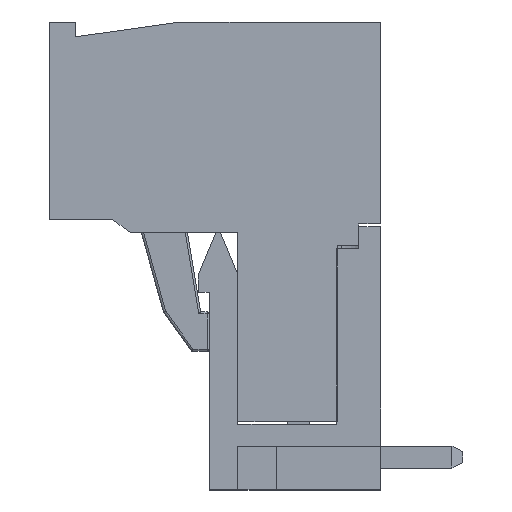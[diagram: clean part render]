
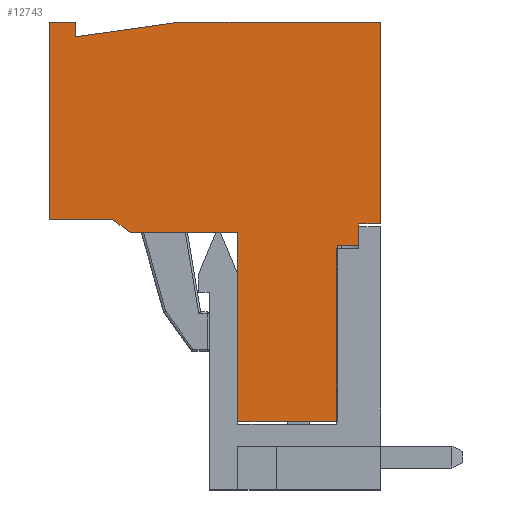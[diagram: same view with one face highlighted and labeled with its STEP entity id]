
A CAD part, left-side view. The second image highlights one B-rep face of the part: STEP entity #12743.
In plain terms, the highlighted face is planar.
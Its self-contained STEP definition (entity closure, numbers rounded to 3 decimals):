
#51 = ORIENTED_EDGE ( 'NONE', *, *, #7679, .T. ) ;
#72 = VECTOR ( 'NONE', #11101, 1000. ) ;
#170 = DIRECTION ( 'NONE',  ( 0., 0., 1. ) ) ;
#267 = VERTEX_POINT ( 'NONE', #2126 ) ;
#388 = CARTESIAN_POINT ( 'NONE',  ( 5., 9.6, 11.85 ) ) ;
#431 = ORIENTED_EDGE ( 'NONE', *, *, #7271, .T. ) ;
#448 = LINE ( 'NONE', #8897, #10447 ) ;
#455 = FACE_OUTER_BOUND ( 'NONE', #4841, .T. ) ;
#667 = CARTESIAN_POINT ( 'NONE',  ( 5., 0., 8.15 ) ) ;
#1446 = VECTOR ( 'NONE', #7760, 1000. ) ;
#1784 = VECTOR ( 'NONE', #2569, 1000. ) ;
#2030 = LINE ( 'NONE', #2946, #10310 ) ;
#2126 = CARTESIAN_POINT ( 'NONE',  ( 5., -0.6, -2.25 ) ) ;
#2492 = LINE ( 'NONE', #4626, #1784 ) ;
#2568 = CARTESIAN_POINT ( 'NONE',  ( 5., 0.6, 8.95 ) ) ;
#2569 = DIRECTION ( 'NONE',  ( 0., 0., 1. ) ) ;
#2576 = ORIENTED_EDGE ( 'NONE', *, *, #11112, .T. ) ;
#2618 = CARTESIAN_POINT ( 'NONE',  ( 5., -8.6, -3.25 ) ) ;
#2750 = VECTOR ( 'NONE', #10760, 1000. ) ;
#2757 = ORIENTED_EDGE ( 'NONE', *, *, #5040, .T. ) ;
#2946 = CARTESIAN_POINT ( 'NONE',  ( 5., 9.6, 5.85 ) ) ;
#3091 = VECTOR ( 'NONE', #12098, 1000. ) ;
#3118 = VERTEX_POINT ( 'NONE', #10422 ) ;
#3351 = CARTESIAN_POINT ( 'NONE',  ( 5., 0., 0. ) ) ;
#3358 = AXIS2_PLACEMENT_3D ( 'NONE', #3351, #7795, #10753 ) ;
#3359 = LINE ( 'NONE', #10624, #2750 ) ;
#3393 = CARTESIAN_POINT ( 'NONE',  ( 5., 9.6, 5.85 ) ) ;
#3478 = VERTEX_POINT ( 'NONE', #667 ) ;
#3666 = CARTESIAN_POINT ( 'NONE',  ( 5., 0., 3.25 ) ) ;
#3717 = ORIENTED_EDGE ( 'NONE', *, *, #4792, .T. ) ;
#3737 = DIRECTION ( 'NONE',  ( 0., 0., -1. ) ) ;
#3744 = VERTEX_POINT ( 'NONE', #3393 ) ;
#4017 = LINE ( 'NONE', #5044, #72 ) ;
#4031 = VECTOR ( 'NONE', #8312, 1000. ) ;
#4151 = CARTESIAN_POINT ( 'NONE',  ( 5., -8.6, 3.25 ) ) ;
#4295 = CARTESIAN_POINT ( 'NONE',  ( 5., -0.6, -2.25 ) ) ;
#4305 = VERTEX_POINT ( 'NONE', #10271 ) ;
#4621 = CARTESIAN_POINT ( 'NONE',  ( 5., 0.6, 11.85 ) ) ;
#4626 = CARTESIAN_POINT ( 'NONE',  ( 5., 9.6, -3.25 ) ) ;
#4640 = DIRECTION ( 'NONE',  ( 0., 1., 0. ) ) ;
#4707 = EDGE_CURVE ( 'NONE', #12541, #3118, #4017, .T. ) ;
#4708 = CARTESIAN_POINT ( 'NONE',  ( 5., -0.6, -1.29 ) ) ;
#4792 = EDGE_CURVE ( 'NONE', #3118, #9540, #5241, .T. ) ;
#4826 = CARTESIAN_POINT ( 'NONE',  ( 5., 0.6, 11.85 ) ) ;
#4841 = EDGE_LOOP ( 'NONE', ( #6515, #12980, #7232, #2757, #10973, #6011, #5704, #2576, #431, #11310, #8043, #9753, #51, #13226, #3717 ) ) ;
#4976 = CARTESIAN_POINT ( 'NONE',  ( 5., 0.4, -2.25 ) ) ;
#5040 = EDGE_CURVE ( 'NONE', #6395, #8592, #6739, .T. ) ;
#5044 = CARTESIAN_POINT ( 'NONE',  ( 5., 0., 3.25 ) ) ;
#5241 = LINE ( 'NONE', #4151, #4031 ) ;
#5326 = DIRECTION ( 'NONE',  ( 0., -0.139, 0.99 ) ) ;
#5595 = VERTEX_POINT ( 'NONE', #4826 ) ;
#5704 = ORIENTED_EDGE ( 'NONE', *, *, #10297, .T. ) ;
#5707 = LINE ( 'NONE', #4621, #1446 ) ;
#6011 = ORIENTED_EDGE ( 'NONE', *, *, #11187, .T. ) ;
#6112 = EDGE_CURVE ( 'NONE', #267, #13221, #7424, .T. ) ;
#6151 = VECTOR ( 'NONE', #9164, 1000. ) ;
#6203 = VECTOR ( 'NONE', #3737, 1000. ) ;
#6283 = DIRECTION ( 'NONE',  ( 0., 0., 1. ) ) ;
#6306 = EDGE_CURVE ( 'NONE', #6559, #3478, #6597, .T. ) ;
#6395 = VERTEX_POINT ( 'NONE', #4976 ) ;
#6515 = ORIENTED_EDGE ( 'NONE', *, *, #10853, .F. ) ;
#6550 = LINE ( 'NONE', #388, #10328 ) ;
#6559 = VERTEX_POINT ( 'NONE', #11601 ) ;
#6597 = LINE ( 'NONE', #2568, #8208 ) ;
#6739 = LINE ( 'NONE', #10040, #6203 ) ;
#6865 = DIRECTION ( 'NONE',  ( 0., 1., 0. ) ) ;
#6973 = VERTEX_POINT ( 'NONE', #9530 ) ;
#7232 = ORIENTED_EDGE ( 'NONE', *, *, #9379, .T. ) ;
#7271 = EDGE_CURVE ( 'NONE', #4305, #13297, #9376, .T. ) ;
#7357 = CARTESIAN_POINT ( 'NONE',  ( 5., 9.6, 11.85 ) ) ;
#7424 = LINE ( 'NONE', #4295, #10848 ) ;
#7492 = VECTOR ( 'NONE', #6865, 1000. ) ;
#7679 = EDGE_CURVE ( 'NONE', #3478, #12541, #3359, .T. ) ;
#7760 = DIRECTION ( 'NONE',  ( 0., 0., -1. ) ) ;
#7767 = DIRECTION ( 'NONE',  ( 0., -0.6, -0.8 ) ) ;
#7795 = DIRECTION ( 'NONE',  ( 1., 0., 0. ) ) ;
#7947 = CARTESIAN_POINT ( 'NONE',  ( 5., 0.4, -3.25 ) ) ;
#8043 = ORIENTED_EDGE ( 'NONE', *, *, #8103, .T. ) ;
#8103 = EDGE_CURVE ( 'NONE', #5595, #6559, #5707, .T. ) ;
#8190 = VECTOR ( 'NONE', #6283, 1000. ) ;
#8208 = VECTOR ( 'NONE', #7767, 1000. ) ;
#8247 = CARTESIAN_POINT ( 'NONE',  ( 5., 8.925, 10.65 ) ) ;
#8312 = DIRECTION ( 'NONE',  ( 0., 0., -1. ) ) ;
#8592 = VERTEX_POINT ( 'NONE', #7947 ) ;
#8593 = CARTESIAN_POINT ( 'NONE',  ( 5., -8.6, -1.29 ) ) ;
#8808 = LINE ( 'NONE', #10044, #3091 ) ;
#8897 = CARTESIAN_POINT ( 'NONE',  ( 5., -8.6, -2.25 ) ) ;
#8905 = PLANE ( 'NONE',  #3358 ) ;
#9164 = DIRECTION ( 'NONE',  ( 0., -1., 0. ) ) ;
#9360 = CARTESIAN_POINT ( 'NONE',  ( 5., -0.6, -1.29 ) ) ;
#9376 = LINE ( 'NONE', #13503, #8190 ) ;
#9379 = EDGE_CURVE ( 'NONE', #267, #6395, #448, .T. ) ;
#9530 = CARTESIAN_POINT ( 'NONE',  ( 5., 9.6, -3.25 ) ) ;
#9540 = VERTEX_POINT ( 'NONE', #8593 ) ;
#9753 = ORIENTED_EDGE ( 'NONE', *, *, #6306, .T. ) ;
#9786 = DIRECTION ( 'NONE',  ( 0., -1., 0. ) ) ;
#10040 = CARTESIAN_POINT ( 'NONE',  ( 5., 0.4, -2.25 ) ) ;
#10044 = CARTESIAN_POINT ( 'NONE',  ( 5., 8.925, 10.65 ) ) ;
#10271 = CARTESIAN_POINT ( 'NONE',  ( 5., 9.6, 10.65 ) ) ;
#10297 = EDGE_CURVE ( 'NONE', #3744, #12201, #2030, .T. ) ;
#10310 = VECTOR ( 'NONE', #5326, 1000. ) ;
#10328 = VECTOR ( 'NONE', #9786, 1000. ) ;
#10422 = CARTESIAN_POINT ( 'NONE',  ( 5., -8.6, 3.25 ) ) ;
#10447 = VECTOR ( 'NONE', #4640, 1000. ) ;
#10624 = CARTESIAN_POINT ( 'NONE',  ( 5., 0., 11.85 ) ) ;
#10753 = DIRECTION ( 'NONE',  ( 0., 1., 0. ) ) ;
#10760 = DIRECTION ( 'NONE',  ( 0., 0., -1. ) ) ;
#10848 = VECTOR ( 'NONE', #170, 1000. ) ;
#10853 = EDGE_CURVE ( 'NONE', #13221, #9540, #11488, .T. ) ;
#10973 = ORIENTED_EDGE ( 'NONE', *, *, #12547, .T. ) ;
#11101 = DIRECTION ( 'NONE',  ( 0., -1., 0. ) ) ;
#11112 = EDGE_CURVE ( 'NONE', #12201, #4305, #8808, .T. ) ;
#11187 = EDGE_CURVE ( 'NONE', #6973, #3744, #2492, .T. ) ;
#11310 = ORIENTED_EDGE ( 'NONE', *, *, #11467, .T. ) ;
#11467 = EDGE_CURVE ( 'NONE', #13297, #5595, #6550, .T. ) ;
#11488 = LINE ( 'NONE', #9360, #6151 ) ;
#11601 = CARTESIAN_POINT ( 'NONE',  ( 5., 0.6, 8.95 ) ) ;
#12026 = LINE ( 'NONE', #2618, #7492 ) ;
#12098 = DIRECTION ( 'NONE',  ( 0., 1., 0. ) ) ;
#12201 = VERTEX_POINT ( 'NONE', #8247 ) ;
#12541 = VERTEX_POINT ( 'NONE', #3666 ) ;
#12547 = EDGE_CURVE ( 'NONE', #8592, #6973, #12026, .T. ) ;
#12743 = ADVANCED_FACE ( 'NONE', ( #455 ), #8905, .T. ) ;
#12980 = ORIENTED_EDGE ( 'NONE', *, *, #6112, .F. ) ;
#13221 = VERTEX_POINT ( 'NONE', #4708 ) ;
#13226 = ORIENTED_EDGE ( 'NONE', *, *, #4707, .T. ) ;
#13297 = VERTEX_POINT ( 'NONE', #7357 ) ;
#13503 = CARTESIAN_POINT ( 'NONE',  ( 5., 9.6, -3.25 ) ) ;
